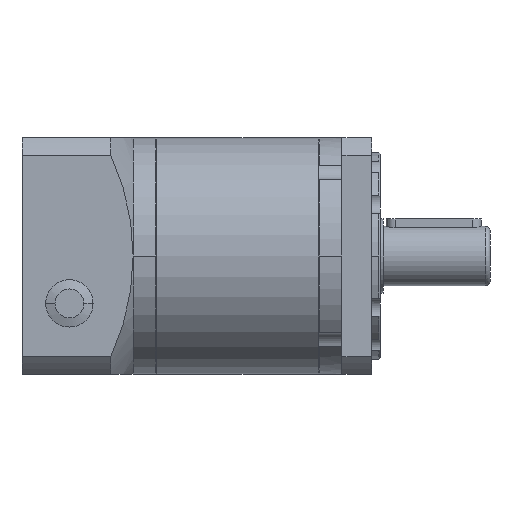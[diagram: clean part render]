
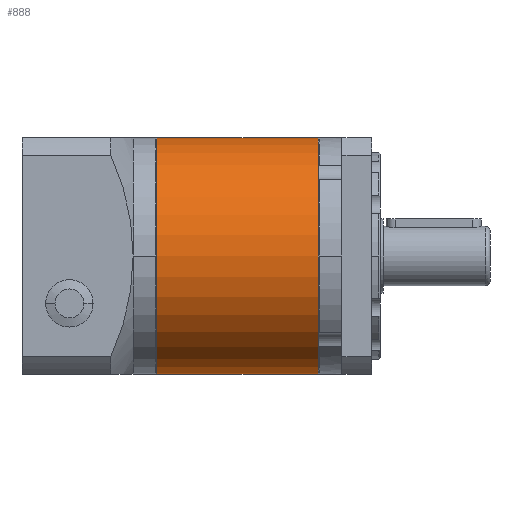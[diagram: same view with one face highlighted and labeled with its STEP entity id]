
A CAD part, front view. The second image highlights one B-rep face of the part: STEP entity #888.
In plain terms, the highlighted cylindrical face has radius 40 mm (diameter 80 mm), a partial arc.
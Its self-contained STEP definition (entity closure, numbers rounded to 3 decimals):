
#888 = ADVANCED_FACE ( 'NONE', ( #17978 ), #12960, .T. ) ;
#1246 = CARTESIAN_POINT ( 'NONE',  ( 0., 0., 0. ) ) ;
#1980 = CIRCLE ( 'NONE', #3593, 40. ) ;
#2711 = VERTEX_POINT ( 'NONE', #4206 ) ;
#3011 = CARTESIAN_POINT ( 'NONE',  ( 0., 0., 0. ) ) ;
#3593 = AXIS2_PLACEMENT_3D ( 'NONE', #1246, #9464, #13671 ) ;
#4124 = VERTEX_POINT ( 'NONE', #14066 ) ;
#4206 = CARTESIAN_POINT ( 'NONE',  ( -54.5, 0., 40. ) ) ;
#4379 = DIRECTION ( 'NONE',  ( -1., 0., 0. ) ) ;
#4550 = EDGE_CURVE ( 'NONE', #12508, #4124, #1980, .T. ) ;
#5404 = ORIENTED_EDGE ( 'NONE', *, *, #11694, .F. ) ;
#5554 = DIRECTION ( 'NONE',  ( -1., 0., 0. ) ) ;
#5804 = DIRECTION ( 'NONE',  ( -1., 0., 0. ) ) ;
#5964 = VECTOR ( 'NONE', #4379, 1000. ) ;
#6221 = AXIS2_PLACEMENT_3D ( 'NONE', #15401, #7089, #16812 ) ;
#7089 = DIRECTION ( 'NONE',  ( 1., 0., 0. ) ) ;
#7900 = VECTOR ( 'NONE', #5554, 1000. ) ;
#8299 = CIRCLE ( 'NONE', #6221, 40. ) ;
#8424 = ORIENTED_EDGE ( 'NONE', *, *, #12224, .T. ) ;
#9464 = DIRECTION ( 'NONE',  ( 1., 0., 0. ) ) ;
#10469 = VERTEX_POINT ( 'NONE', #11865 ) ;
#11062 = CARTESIAN_POINT ( 'NONE',  ( 0., 0., -40. ) ) ;
#11694 = EDGE_CURVE ( 'NONE', #4124, #10469, #12487, .T. ) ;
#11837 = LINE ( 'NONE', #12689, #5964 ) ;
#11865 = CARTESIAN_POINT ( 'NONE',  ( -54.5, 0., -40. ) ) ;
#12008 = CARTESIAN_POINT ( 'NONE',  ( 0., 0., 40. ) ) ;
#12138 = ORIENTED_EDGE ( 'NONE', *, *, #4550, .F. ) ;
#12224 = EDGE_CURVE ( 'NONE', #12508, #2711, #11837, .T. ) ;
#12487 = LINE ( 'NONE', #11062, #7900 ) ;
#12508 = VERTEX_POINT ( 'NONE', #12008 ) ;
#12689 = CARTESIAN_POINT ( 'NONE',  ( 0., 0., 40. ) ) ;
#12719 = DIRECTION ( 'NONE',  ( 0., 0., 1. ) ) ;
#12960 = CYLINDRICAL_SURFACE ( 'NONE', #16932, 40. ) ;
#13671 = DIRECTION ( 'NONE',  ( 0., 0., -1. ) ) ;
#14066 = CARTESIAN_POINT ( 'NONE',  ( 0., 0., -40. ) ) ;
#15313 = ORIENTED_EDGE ( 'NONE', *, *, #17482, .T. ) ;
#15401 = CARTESIAN_POINT ( 'NONE',  ( -54.5, 0., 0. ) ) ;
#16002 = EDGE_LOOP ( 'NONE', ( #5404, #12138, #8424, #15313 ) ) ;
#16812 = DIRECTION ( 'NONE',  ( 0., 0., -1. ) ) ;
#16932 = AXIS2_PLACEMENT_3D ( 'NONE', #3011, #5804, #12719 ) ;
#17482 = EDGE_CURVE ( 'NONE', #2711, #10469, #8299, .T. ) ;
#17978 = FACE_OUTER_BOUND ( 'NONE', #16002, .T. ) ;
